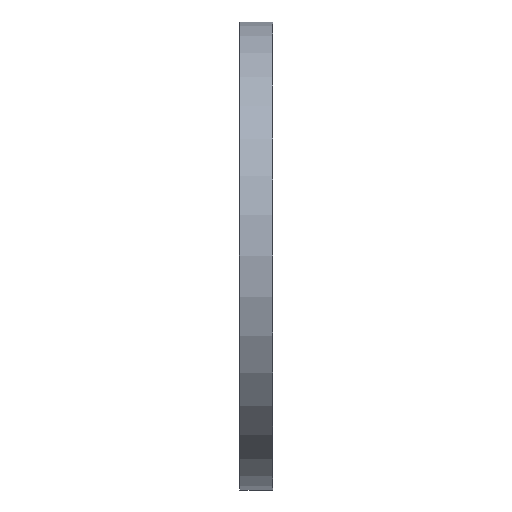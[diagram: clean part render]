
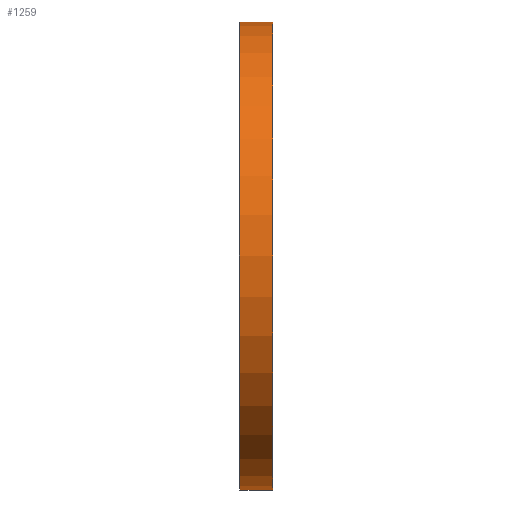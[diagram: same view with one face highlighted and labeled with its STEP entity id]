
A CAD part, left-side view. The second image highlights one B-rep face of the part: STEP entity #1259.
In plain terms, the highlighted cylindrical face has radius 927.1 mm (diameter 1854.2 mm), a full revolution.
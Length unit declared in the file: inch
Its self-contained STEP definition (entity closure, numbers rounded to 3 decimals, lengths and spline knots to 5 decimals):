
#177=FACE_OUTER_BOUND('',#286,.T.);
#286=EDGE_LOOP('',(#1090,#1091,#1092,#1093));
#395=LINE('',#2155,#449);
#449=VECTOR('',#1824,36.5);
#555=CIRCLE('',#1442,36.5);
#556=CIRCLE('',#1444,36.5);
#663=VERTEX_POINT('',#2150);
#664=VERTEX_POINT('',#2153);
#823=EDGE_CURVE('',#663,#663,#555,.T.);
#824=EDGE_CURVE('',#664,#664,#556,.T.);
#825=EDGE_CURVE('',#664,#663,#395,.T.);
#1090=ORIENTED_EDGE('',*,*,#824,.F.);
#1091=ORIENTED_EDGE('',*,*,#825,.T.);
#1092=ORIENTED_EDGE('',*,*,#823,.T.);
#1093=ORIENTED_EDGE('',*,*,#825,.F.);
#1205=CYLINDRICAL_SURFACE('',#1443,36.5);
#1259=ADVANCED_FACE('',(#177),#1205,.T.);
#1442=AXIS2_PLACEMENT_3D('',#2151,#1818,#1819);
#1443=AXIS2_PLACEMENT_3D('',#2152,#1820,#1821);
#1444=AXIS2_PLACEMENT_3D('',#2154,#1822,#1823);
#1818=DIRECTION('center_axis',(0.,1.,0.));
#1819=DIRECTION('ref_axis',(1.,0.,0.));
#1820=DIRECTION('center_axis',(0.,1.,0.));
#1821=DIRECTION('ref_axis',(-1.,0.,0.));
#1822=DIRECTION('center_axis',(0.,1.,0.));
#1823=DIRECTION('ref_axis',(1.,0.,0.));
#1824=DIRECTION('',(0.,-1.,0.));
#2150=CARTESIAN_POINT('',(36.5,0.,0.));
#2151=CARTESIAN_POINT('Origin',(0.,0.,0.));
#2152=CARTESIAN_POINT('Origin',(0.,2.565,0.));
#2153=CARTESIAN_POINT('',(36.5,5.13,0.));
#2154=CARTESIAN_POINT('Origin',(0.,5.13,0.));
#2155=CARTESIAN_POINT('',(36.5,2.565,0.));
